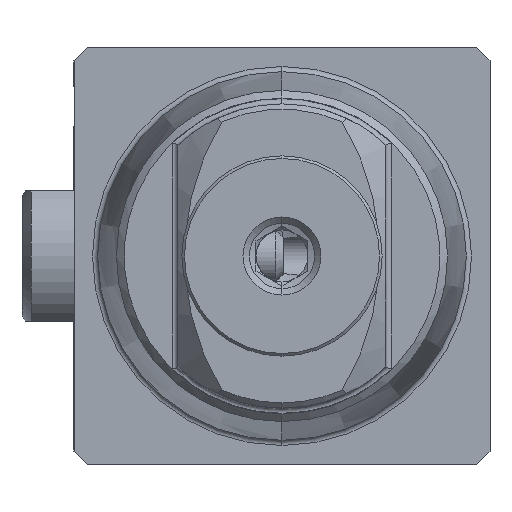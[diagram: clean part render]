
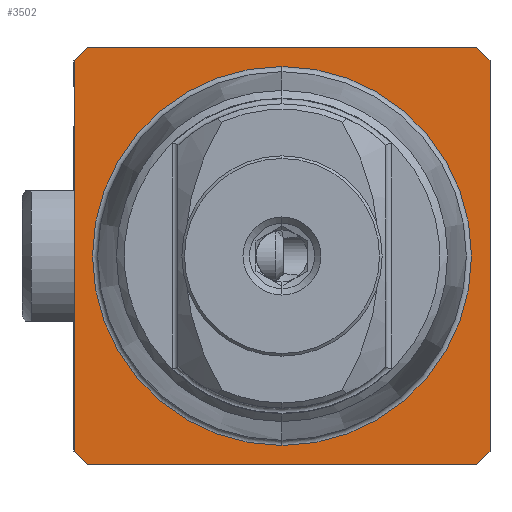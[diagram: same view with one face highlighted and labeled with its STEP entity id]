
A CAD part, left-side view. The second image highlights one B-rep face of the part: STEP entity #3502.
In plain terms, the highlighted planar face has unit normal (-1, 0, 0).
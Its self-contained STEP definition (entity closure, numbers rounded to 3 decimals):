
#75 = EDGE_CURVE ( 'NONE', #2554, #4219, #1506, .T. ) ;
#400 = LINE ( 'NONE', #2392, #7645 ) ;
#528 = ORIENTED_EDGE ( 'NONE', *, *, #4697, .T. ) ;
#591 = DIRECTION ( 'NONE',  ( 1., 0., 0. ) ) ;
#634 = CARTESIAN_POINT ( 'NONE',  ( 0., 7.5, -8. ) ) ;
#677 = LINE ( 'NONE', #813, #9027 ) ;
#803 = AXIS2_PLACEMENT_3D ( 'NONE', #6907, #1929, #9229 ) ;
#812 = VERTEX_POINT ( 'NONE', #8450 ) ;
#813 = CARTESIAN_POINT ( 'NONE',  ( 0., 8., 7.5 ) ) ;
#905 = CARTESIAN_POINT ( 'NONE',  ( 0., 7.287, 8. ) ) ;
#1077 = ORIENTED_EDGE ( 'NONE', *, *, #75, .T. ) ;
#1130 = VECTOR ( 'NONE', #2889, 1000. ) ;
#1154 = FACE_BOUND ( 'NONE', #9165, .T. ) ;
#1197 = DIRECTION ( 'NONE',  ( 0., 0., -1. ) ) ;
#1264 = VECTOR ( 'NONE', #3059, 1000. ) ;
#1506 = LINE ( 'NONE', #7994, #7375 ) ;
#1598 = EDGE_CURVE ( 'NONE', #3172, #5766, #3670, .T. ) ;
#1854 = PLANE ( 'NONE',  #6555 ) ;
#1866 = LINE ( 'NONE', #4751, #8247 ) ;
#1929 = DIRECTION ( 'NONE',  ( -1., 0., 0. ) ) ;
#2323 = CARTESIAN_POINT ( 'NONE',  ( 0., -7.5, -8. ) ) ;
#2392 = CARTESIAN_POINT ( 'NONE',  ( 0., 8., 0. ) ) ;
#2554 = VERTEX_POINT ( 'NONE', #634 ) ;
#2575 = DIRECTION ( 'NONE',  ( 0., 0., 1. ) ) ;
#2621 = CARTESIAN_POINT ( 'NONE',  ( 0., 8., -7.5 ) ) ;
#2889 = DIRECTION ( 'NONE',  ( 0., 1., 0. ) ) ;
#2977 = ORIENTED_EDGE ( 'NONE', *, *, #9223, .T. ) ;
#3003 = DIRECTION ( 'NONE',  ( 0., 0., 1. ) ) ;
#3059 = DIRECTION ( 'NONE',  ( 0., 0.707, 0.707 ) ) ;
#3166 = VERTEX_POINT ( 'NONE', #4010 ) ;
#3172 = VERTEX_POINT ( 'NONE', #3296 ) ;
#3296 = CARTESIAN_POINT ( 'NONE',  ( 0., 0., -7.287 ) ) ;
#3502 = ADVANCED_FACE ( 'NONE', ( #1154, #8401 ), #1854, .F. ) ;
#3670 = CIRCLE ( 'NONE', #803, 7.287 ) ;
#3701 = DIRECTION ( 'NONE',  ( 0., 0.707, -0.707 ) ) ;
#3716 = DIRECTION ( 'NONE',  ( -1., 0., 0. ) ) ;
#3934 = ORIENTED_EDGE ( 'NONE', *, *, #1598, .F. ) ;
#3982 = VERTEX_POINT ( 'NONE', #7911 ) ;
#4010 = CARTESIAN_POINT ( 'NONE',  ( 0., -7.5, 8. ) ) ;
#4138 = CARTESIAN_POINT ( 'NONE',  ( 0., -8., -7.5 ) ) ;
#4219 = VERTEX_POINT ( 'NONE', #2323 ) ;
#4437 = VERTEX_POINT ( 'NONE', #5880 ) ;
#4472 = VECTOR ( 'NONE', #7920, 1000. ) ;
#4657 = LINE ( 'NONE', #8838, #1264 ) ;
#4697 = EDGE_CURVE ( 'NONE', #5961, #3166, #4657, .T. ) ;
#4751 = CARTESIAN_POINT ( 'NONE',  ( 0., -8., -7.5 ) ) ;
#4941 = EDGE_CURVE ( 'NONE', #5766, #3172, #5327, .T. ) ;
#5327 = CIRCLE ( 'NONE', #7159, 7.287 ) ;
#5668 = ORIENTED_EDGE ( 'NONE', *, *, #7062, .T. ) ;
#5766 = VERTEX_POINT ( 'NONE', #6698 ) ;
#5773 = ORIENTED_EDGE ( 'NONE', *, *, #8757, .F. ) ;
#5853 = LINE ( 'NONE', #905, #1130 ) ;
#5880 = CARTESIAN_POINT ( 'NONE',  ( 0., 7.5, 8. ) ) ;
#5961 = VERTEX_POINT ( 'NONE', #9356 ) ;
#6396 = LINE ( 'NONE', #2621, #8565 ) ;
#6555 = AXIS2_PLACEMENT_3D ( 'NONE', #7682, #591, #1197 ) ;
#6698 = CARTESIAN_POINT ( 'NONE',  ( 0., 0., 7.287 ) ) ;
#6907 = CARTESIAN_POINT ( 'NONE',  ( 0., 0., 0. ) ) ;
#6961 = ORIENTED_EDGE ( 'NONE', *, *, #8935, .T. ) ;
#7021 = DIRECTION ( 'NONE',  ( 0., -0.707, -0.707 ) ) ;
#7062 = EDGE_CURVE ( 'NONE', #4219, #8895, #1866, .T. ) ;
#7159 = AXIS2_PLACEMENT_3D ( 'NONE', #7973, #3716, #3003 ) ;
#7217 = CARTESIAN_POINT ( 'NONE',  ( 0., -8., 0. ) ) ;
#7281 = EDGE_LOOP ( 'NONE', ( #6961, #528, #2977, #7460, #5773, #7501, #1077, #5668 ) ) ;
#7375 = VECTOR ( 'NONE', #8037, 1000. ) ;
#7460 = ORIENTED_EDGE ( 'NONE', *, *, #8235, .T. ) ;
#7501 = ORIENTED_EDGE ( 'NONE', *, *, #7587, .T. ) ;
#7587 = EDGE_CURVE ( 'NONE', #3982, #2554, #6396, .T. ) ;
#7645 = VECTOR ( 'NONE', #2575, 1000. ) ;
#7682 = CARTESIAN_POINT ( 'NONE',  ( 0., 7.287, 0. ) ) ;
#7911 = CARTESIAN_POINT ( 'NONE',  ( 0., 8., -7.5 ) ) ;
#7920 = DIRECTION ( 'NONE',  ( 0., 0., 1. ) ) ;
#7973 = CARTESIAN_POINT ( 'NONE',  ( 0., 0., 0. ) ) ;
#7994 = CARTESIAN_POINT ( 'NONE',  ( 0., 7.287, -8. ) ) ;
#8037 = DIRECTION ( 'NONE',  ( 0., -1., 0. ) ) ;
#8171 = DIRECTION ( 'NONE',  ( 0., -0.707, 0.707 ) ) ;
#8235 = EDGE_CURVE ( 'NONE', #4437, #812, #677, .T. ) ;
#8247 = VECTOR ( 'NONE', #8171, 1000. ) ;
#8401 = FACE_OUTER_BOUND ( 'NONE', #7281, .T. ) ;
#8435 = ORIENTED_EDGE ( 'NONE', *, *, #4941, .F. ) ;
#8450 = CARTESIAN_POINT ( 'NONE',  ( 0., 8., 7.5 ) ) ;
#8565 = VECTOR ( 'NONE', #7021, 1000. ) ;
#8682 = LINE ( 'NONE', #7217, #4472 ) ;
#8757 = EDGE_CURVE ( 'NONE', #3982, #812, #400, .T. ) ;
#8838 = CARTESIAN_POINT ( 'NONE',  ( 0., -7.5, 8. ) ) ;
#8895 = VERTEX_POINT ( 'NONE', #4138 ) ;
#8935 = EDGE_CURVE ( 'NONE', #8895, #5961, #8682, .T. ) ;
#9027 = VECTOR ( 'NONE', #3701, 1000. ) ;
#9165 = EDGE_LOOP ( 'NONE', ( #8435, #3934 ) ) ;
#9223 = EDGE_CURVE ( 'NONE', #3166, #4437, #5853, .T. ) ;
#9229 = DIRECTION ( 'NONE',  ( 0., 0., 1. ) ) ;
#9356 = CARTESIAN_POINT ( 'NONE',  ( 0., -8., 7.5 ) ) ;
